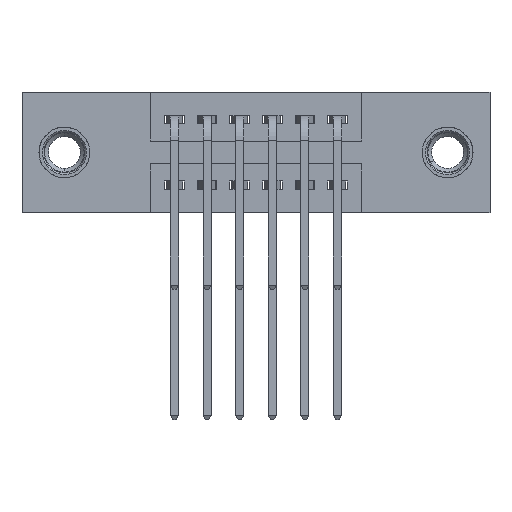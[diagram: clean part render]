
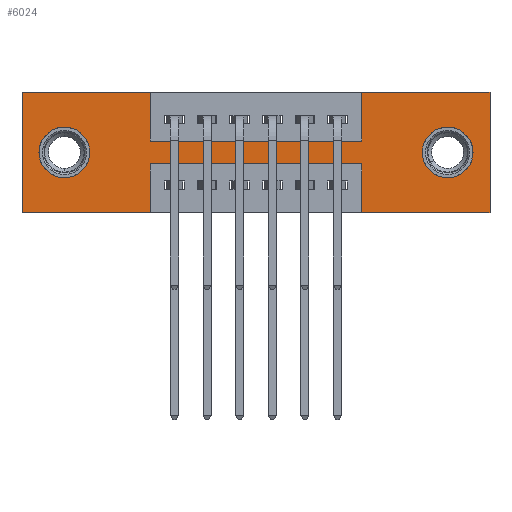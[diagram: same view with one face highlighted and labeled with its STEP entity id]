
A CAD part, front view. The second image highlights one B-rep face of the part: STEP entity #6024.
In plain terms, the highlighted planar face has unit normal (0, -1, 0).
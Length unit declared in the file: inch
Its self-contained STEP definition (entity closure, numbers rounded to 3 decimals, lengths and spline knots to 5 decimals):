
#135 = CIRCLE ( 'NONE', #5962, 0.078 ) ;
#297 = PLANE ( 'NONE',  #8348 ) ;
#477 = EDGE_CURVE ( 'NONE', #7075, #8288, #5101, .T. ) ;
#487 = VERTEX_POINT ( 'NONE', #8325 ) ;
#561 = ORIENTED_EDGE ( 'NONE', *, *, #7881, .F. ) ;
#709 = CARTESIAN_POINT ( 'NONE',  ( 0., 0., 0. ) ) ;
#841 = VECTOR ( 'NONE', #12294, 39.37008 ) ;
#955 = ORIENTED_EDGE ( 'NONE', *, *, #477, .F. ) ;
#1051 = CARTESIAN_POINT ( 'NONE',  ( 0.13, 0., -0.185 ) ) ;
#1342 = CARTESIAN_POINT ( 'NONE',  ( 0., 0., 0. ) ) ;
#1441 = EDGE_CURVE ( 'NONE', #8635, #10857, #5680, .T. ) ;
#1484 = VECTOR ( 'NONE', #11933, 39.37008 ) ;
#1525 = VERTEX_POINT ( 'NONE', #1920 ) ;
#1530 = FACE_OUTER_BOUND ( 'NONE', #8274, .T. ) ;
#1769 = LINE ( 'NONE', #7238, #3108 ) ;
#1847 = EDGE_CURVE ( 'NONE', #487, #2418, #10776, .T. ) ;
#1889 = ORIENTED_EDGE ( 'NONE', *, *, #3210, .F. ) ;
#1920 = CARTESIAN_POINT ( 'NONE',  ( 0.3925, 0., -0.22 ) ) ;
#2133 = VERTEX_POINT ( 'NONE', #6826 ) ;
#2191 = EDGE_CURVE ( 'NONE', #10857, #10270, #4446, .T. ) ;
#2275 = CARTESIAN_POINT ( 'NONE',  ( 0., 0., -0.37 ) ) ;
#2301 = CIRCLE ( 'NONE', #6618, 0.078 ) ;
#2305 = CARTESIAN_POINT ( 'NONE',  ( 1.435, 0., 0. ) ) ;
#2338 = EDGE_LOOP ( 'NONE', ( #11306, #7357 ) ) ;
#2418 = VERTEX_POINT ( 'NONE', #11456 ) ;
#2488 = VECTOR ( 'NONE', #8723, 39.37008 ) ;
#2809 = CARTESIAN_POINT ( 'NONE',  ( 0.13, 0., -0.107 ) ) ;
#2839 = EDGE_CURVE ( 'NONE', #4475, #8635, #9970, .T. ) ;
#2872 = ORIENTED_EDGE ( 'NONE', *, *, #7487, .F. ) ;
#2887 = VERTEX_POINT ( 'NONE', #6938 ) ;
#2908 = ORIENTED_EDGE ( 'NONE', *, *, #5492, .F. ) ;
#2998 = CARTESIAN_POINT ( 'NONE',  ( 1.0425, 0., 0. ) ) ;
#3021 = CARTESIAN_POINT ( 'NONE',  ( 0., 0., -0.37 ) ) ;
#3023 = ORIENTED_EDGE ( 'NONE', *, *, #1441, .F. ) ;
#3088 = CARTESIAN_POINT ( 'NONE',  ( 1.0425, 0., -0.37 ) ) ;
#3108 = VECTOR ( 'NONE', #3415, 39.37008 ) ;
#3210 = EDGE_CURVE ( 'NONE', #10270, #2887, #7288, .T. ) ;
#3279 = VERTEX_POINT ( 'NONE', #2809 ) ;
#3300 = ORIENTED_EDGE ( 'NONE', *, *, #8266, .T. ) ;
#3356 = DIRECTION ( 'NONE',  ( 0., 0., -1. ) ) ;
#3396 = VECTOR ( 'NONE', #5112, 39.37008 ) ;
#3415 = DIRECTION ( 'NONE',  ( -1., 0., 0. ) ) ;
#3507 = ORIENTED_EDGE ( 'NONE', *, *, #2191, .F. ) ;
#3944 = CARTESIAN_POINT ( 'NONE',  ( 1.0425, 0., -0.22 ) ) ;
#4103 = DIRECTION ( 'NONE',  ( 0., 0., -1. ) ) ;
#4104 = VECTOR ( 'NONE', #7855, 39.37008 ) ;
#4119 = CARTESIAN_POINT ( 'NONE',  ( 0.13, 0., -0.185 ) ) ;
#4178 = VECTOR ( 'NONE', #11024, 39.37008 ) ;
#4269 = DIRECTION ( 'NONE',  ( 0., 0., -1. ) ) ;
#4446 = LINE ( 'NONE', #9734, #11795 ) ;
#4475 = VERTEX_POINT ( 'NONE', #3021 ) ;
#4695 = DIRECTION ( 'NONE',  ( 1., 0., 0. ) ) ;
#4845 = VERTEX_POINT ( 'NONE', #3088 ) ;
#4857 = EDGE_CURVE ( 'NONE', #2887, #7075, #11622, .T. ) ;
#4964 = ORIENTED_EDGE ( 'NONE', *, *, #9563, .F. ) ;
#5028 = VECTOR ( 'NONE', #4695, 39.37008 ) ;
#5101 = LINE ( 'NONE', #709, #8853 ) ;
#5112 = DIRECTION ( 'NONE',  ( 0., 0., 1. ) ) ;
#5171 = DIRECTION ( 'NONE',  ( 0., 1., 0. ) ) ;
#5371 = VERTEX_POINT ( 'NONE', #12085 ) ;
#5409 = LINE ( 'NONE', #2275, #1484 ) ;
#5492 = EDGE_CURVE ( 'NONE', #8288, #2133, #9213, .T. ) ;
#5581 = EDGE_CURVE ( 'NONE', #2418, #487, #2301, .T. ) ;
#5680 = LINE ( 'NONE', #1342, #4178 ) ;
#5839 = CARTESIAN_POINT ( 'NONE',  ( 0., 0., 0. ) ) ;
#5875 = DIRECTION ( 'NONE',  ( 0., 0., 1. ) ) ;
#5962 = AXIS2_PLACEMENT_3D ( 'NONE', #4119, #5171, #10844 ) ;
#6024 = ADVANCED_FACE ( 'NONE', ( #9038, #8296, #1530 ), #297, .T. ) ;
#6334 = AXIS2_PLACEMENT_3D ( 'NONE', #11091, #10148, #4269 ) ;
#6343 = VECTOR ( 'NONE', #6402, 39.37008 ) ;
#6402 = DIRECTION ( 'NONE',  ( 0., 0., -1. ) ) ;
#6511 = EDGE_LOOP ( 'NONE', ( #3300, #7208 ) ) ;
#6618 = AXIS2_PLACEMENT_3D ( 'NONE', #11738, #9746, #4103 ) ;
#6814 = VERTEX_POINT ( 'NONE', #11522 ) ;
#6826 = CARTESIAN_POINT ( 'NONE',  ( 1.435, 0., -0.37 ) ) ;
#6856 = CARTESIAN_POINT ( 'NONE',  ( 1.435, 0., 0. ) ) ;
#6938 = CARTESIAN_POINT ( 'NONE',  ( 1.0425, 0., -0.15 ) ) ;
#6969 = CARTESIAN_POINT ( 'NONE',  ( 1.0425, 0., -0.37 ) ) ;
#7075 = VERTEX_POINT ( 'NONE', #9625 ) ;
#7208 = ORIENTED_EDGE ( 'NONE', *, *, #12112, .T. ) ;
#7237 = CARTESIAN_POINT ( 'NONE',  ( 0.3925, 0., 0. ) ) ;
#7238 = CARTESIAN_POINT ( 'NONE',  ( 0.3925, 0., -0.22 ) ) ;
#7288 = LINE ( 'NONE', #12343, #5028 ) ;
#7357 = ORIENTED_EDGE ( 'NONE', *, *, #5581, .T. ) ;
#7487 = EDGE_CURVE ( 'NONE', #1525, #5371, #7961, .T. ) ;
#7855 = DIRECTION ( 'NONE',  ( 0., 0., -1. ) ) ;
#7881 = EDGE_CURVE ( 'NONE', #2133, #4845, #5409, .T. ) ;
#7961 = LINE ( 'NONE', #11217, #6343 ) ;
#8061 = LINE ( 'NONE', #6969, #3396 ) ;
#8158 = AXIS2_PLACEMENT_3D ( 'NONE', #1051, #8834, #10817 ) ;
#8219 = DIRECTION ( 'NONE',  ( 1., 0., 0. ) ) ;
#8266 = EDGE_CURVE ( 'NONE', #3279, #6814, #135, .T. ) ;
#8274 = EDGE_LOOP ( 'NONE', ( #2872, #9070, #4964, #561, #2908, #955, #11536, #1889, #3507, #3023, #11479, #10410 ) ) ;
#8288 = VERTEX_POINT ( 'NONE', #2305 ) ;
#8296 = FACE_BOUND ( 'NONE', #6511, .T. ) ;
#8325 = CARTESIAN_POINT ( 'NONE',  ( 1.305, 0., -0.107 ) ) ;
#8348 = AXIS2_PLACEMENT_3D ( 'NONE', #10868, #9959, #10052 ) ;
#8358 = CARTESIAN_POINT ( 'NONE',  ( 0., 0., 0. ) ) ;
#8426 = CARTESIAN_POINT ( 'NONE',  ( 0., 0., -0.37 ) ) ;
#8484 = CARTESIAN_POINT ( 'NONE',  ( 0.3925, 0., -0.15 ) ) ;
#8635 = VERTEX_POINT ( 'NONE', #8358 ) ;
#8723 = DIRECTION ( 'NONE',  ( 0., 0., 1. ) ) ;
#8834 = DIRECTION ( 'NONE',  ( 0., 1., 0. ) ) ;
#8853 = VECTOR ( 'NONE', #8219, 39.37008 ) ;
#8938 = VECTOR ( 'NONE', #5875, 39.37008 ) ;
#9038 = FACE_BOUND ( 'NONE', #2338, .T. ) ;
#9070 = ORIENTED_EDGE ( 'NONE', *, *, #11943, .F. ) ;
#9213 = LINE ( 'NONE', #6856, #4104 ) ;
#9563 = EDGE_CURVE ( 'NONE', #4845, #11382, #8061, .T. ) ;
#9625 = CARTESIAN_POINT ( 'NONE',  ( 1.0425, 0., 0. ) ) ;
#9734 = CARTESIAN_POINT ( 'NONE',  ( 0.3925, 0., 0. ) ) ;
#9746 = DIRECTION ( 'NONE',  ( 0., 1., 0. ) ) ;
#9959 = DIRECTION ( 'NONE',  ( 0., -1., 0. ) ) ;
#9970 = LINE ( 'NONE', #5839, #2488 ) ;
#10052 = DIRECTION ( 'NONE',  ( 0., 0., -1. ) ) ;
#10148 = DIRECTION ( 'NONE',  ( 0., 1., 0. ) ) ;
#10200 = EDGE_CURVE ( 'NONE', #5371, #4475, #10763, .T. ) ;
#10270 = VERTEX_POINT ( 'NONE', #8484 ) ;
#10410 = ORIENTED_EDGE ( 'NONE', *, *, #10200, .F. ) ;
#10763 = LINE ( 'NONE', #8426, #841 ) ;
#10776 = CIRCLE ( 'NONE', #6334, 0.078 ) ;
#10817 = DIRECTION ( 'NONE',  ( 0., 0., 1. ) ) ;
#10844 = DIRECTION ( 'NONE',  ( 0., 0., 1. ) ) ;
#10857 = VERTEX_POINT ( 'NONE', #7237 ) ;
#10868 = CARTESIAN_POINT ( 'NONE',  ( 0., 0., -0.37 ) ) ;
#11024 = DIRECTION ( 'NONE',  ( 1., 0., 0. ) ) ;
#11091 = CARTESIAN_POINT ( 'NONE',  ( 1.305, 0., -0.185 ) ) ;
#11217 = CARTESIAN_POINT ( 'NONE',  ( 0.3925, 0., -0.37 ) ) ;
#11306 = ORIENTED_EDGE ( 'NONE', *, *, #1847, .T. ) ;
#11382 = VERTEX_POINT ( 'NONE', #3944 ) ;
#11402 = CIRCLE ( 'NONE', #8158, 0.078 ) ;
#11456 = CARTESIAN_POINT ( 'NONE',  ( 1.305, 0., -0.263 ) ) ;
#11479 = ORIENTED_EDGE ( 'NONE', *, *, #2839, .F. ) ;
#11522 = CARTESIAN_POINT ( 'NONE',  ( 0.13, 0., -0.263 ) ) ;
#11536 = ORIENTED_EDGE ( 'NONE', *, *, #4857, .F. ) ;
#11622 = LINE ( 'NONE', #2998, #8938 ) ;
#11738 = CARTESIAN_POINT ( 'NONE',  ( 1.305, 0., -0.185 ) ) ;
#11795 = VECTOR ( 'NONE', #3356, 39.37008 ) ;
#11933 = DIRECTION ( 'NONE',  ( -1., 0., 0. ) ) ;
#11943 = EDGE_CURVE ( 'NONE', #11382, #1525, #1769, .T. ) ;
#12085 = CARTESIAN_POINT ( 'NONE',  ( 0.3925, 0., -0.37 ) ) ;
#12112 = EDGE_CURVE ( 'NONE', #6814, #3279, #11402, .T. ) ;
#12294 = DIRECTION ( 'NONE',  ( -1., 0., 0. ) ) ;
#12343 = CARTESIAN_POINT ( 'NONE',  ( 0.3925, 0., -0.15 ) ) ;
